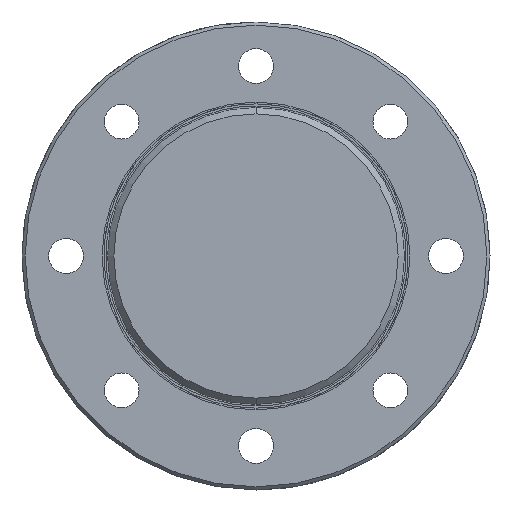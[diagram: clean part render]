
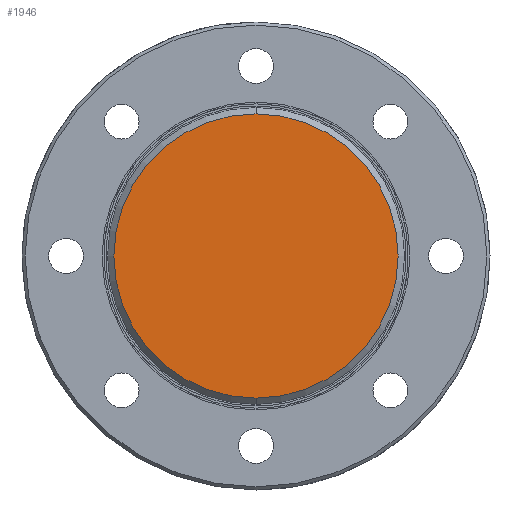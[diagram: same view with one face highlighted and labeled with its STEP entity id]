
A CAD part, front view. The second image highlights one B-rep face of the part: STEP entity #1946.
In plain terms, the highlighted planar face has unit normal (0, -1, 0).
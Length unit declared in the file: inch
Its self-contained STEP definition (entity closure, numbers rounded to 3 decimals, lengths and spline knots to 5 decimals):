
#62 = CARTESIAN_POINT ( 'NONE',  ( 0., 0.014, 0. ) ) ;
#157 = AXIS2_PLACEMENT_3D ( 'NONE', #566, #1981, #770 ) ;
#251 = CARTESIAN_POINT ( 'NONE',  ( 0., 0.014, 1.3575 ) ) ;
#262 = DIRECTION ( 'NONE',  ( 0., 0., -1. ) ) ;
#390 = EDGE_LOOP ( 'NONE', ( #1778, #2117 ) ) ;
#540 = EDGE_CURVE ( 'NONE', #830, #1810, #2421, .T. ) ;
#566 = CARTESIAN_POINT ( 'NONE',  ( 0., 0.014, 0. ) ) ;
#764 = DIRECTION ( 'NONE',  ( 0., 1., 0. ) ) ;
#770 = DIRECTION ( 'NONE',  ( 0., 0., 1. ) ) ;
#830 = VERTEX_POINT ( 'NONE', #251 ) ;
#953 = CARTESIAN_POINT ( 'NONE',  ( 0., 0.014, -1.3575 ) ) ;
#1309 = EDGE_CURVE ( 'NONE', #1810, #830, #1630, .T. ) ;
#1429 = FACE_OUTER_BOUND ( 'NONE', #390, .T. ) ;
#1471 = DIRECTION ( 'NONE',  ( 0., -1., 0. ) ) ;
#1630 = CIRCLE ( 'NONE', #2639, 1.3575 ) ;
#1634 = AXIS2_PLACEMENT_3D ( 'NONE', #62, #1471, #262 ) ;
#1778 = ORIENTED_EDGE ( 'NONE', *, *, #540, .F. ) ;
#1810 = VERTEX_POINT ( 'NONE', #953 ) ;
#1946 = ADVANCED_FACE ( 'NONE', ( #1429 ), #2285, .T. ) ;
#1975 = CARTESIAN_POINT ( 'NONE',  ( 0., 0.014, 0. ) ) ;
#1981 = DIRECTION ( 'NONE',  ( 0., 1., 0. ) ) ;
#2117 = ORIENTED_EDGE ( 'NONE', *, *, #1309, .F. ) ;
#2185 = DIRECTION ( 'NONE',  ( 0., 0., 1. ) ) ;
#2285 = PLANE ( 'NONE',  #1634 ) ;
#2421 = CIRCLE ( 'NONE', #157, 1.3575 ) ;
#2639 = AXIS2_PLACEMENT_3D ( 'NONE', #1975, #764, #2185 ) ;
